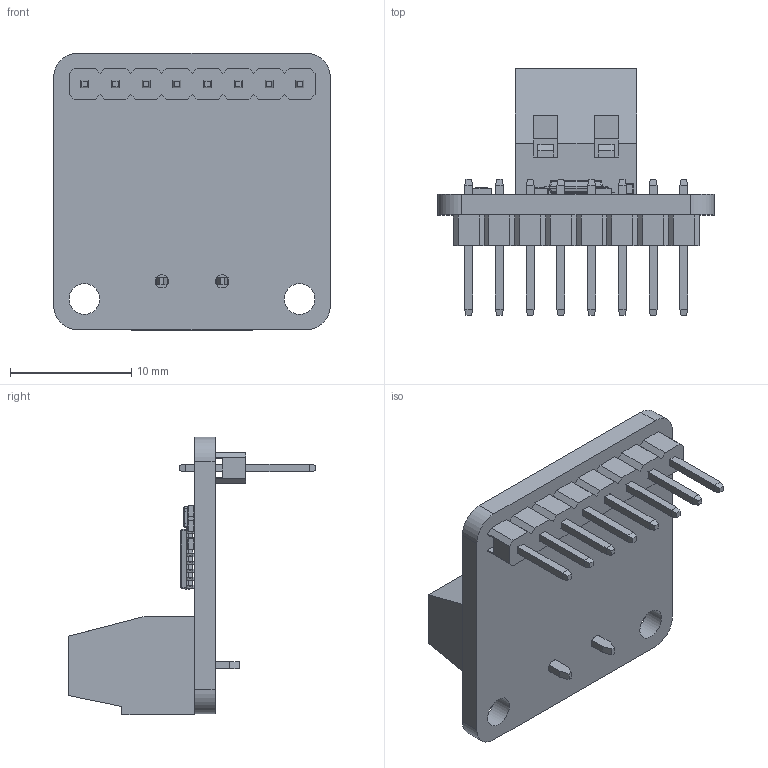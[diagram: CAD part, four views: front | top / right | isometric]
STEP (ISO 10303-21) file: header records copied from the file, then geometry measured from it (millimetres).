
FILE_DESCRIPTION(/* description */ (''),/* implementation_level */ '2;1');
FILE_NAME(/* name */ 'Adafruit INA260 Breakout Board.step',/* time_stamp */ '2021-11-06T19:10:38-05:00',/* author */ (''),/* organization */ (''),/* preprocessor_version */ 'ST-DEVELOPER v18.1',/* originating_system */ 'Autodesk Translation Framework v10.10.0.1391',/* authorisation */ '');
FILE_SCHEMA (('AUTOMOTIVE_DESIGN { 1 0 10303 214 3 1 1 }'));
Length unit declared in the file: millimetre
Products named in the file (9): Adafruit INA260 Breakout Board; PCB; TI INA260 IC; BODY-TSSOP; LEAD-TSSOP; Resistor; Capacitor; Screw Terminal Block; 1x8 Male Headers
Assembly tree (26 placements, depth 3):
  Adafruit INA260 Breakout Board
    PCB
    TI INA260 IC
      BODY-TSSOP
      LEAD-TSSOP  x16
    Resistor  x4
    Capacitor
    Screw Terminal Block
    1x8 Male Headers
Bounding box: 22.86 x 20.38 x 22.96 mm (x, y, z)
Volume: 1668.1 mm3; surface area: 2563.3 mm2
Topology: 41 solids, 41 shells, 825 faces, 2074 edges, 1332 vertices
Faces by surface type: plane 632, cylinder 173, sphere 16, torus 4
Full cylindrical faces by diameter (mm): 0.8 x9, 1.1 x2, 2.54 x2, 3.5 x2, 3.7 x2
Entity records: 13958 total; most frequent: CARTESIAN_POINT 2446, DIRECTION 2262, ORIENTED_EDGE 2248, EDGE_CURVE 1124, LINE 926, VECTOR 926, VERTEX_POINT 708, AXIS2_PLACEMENT_3D 668
